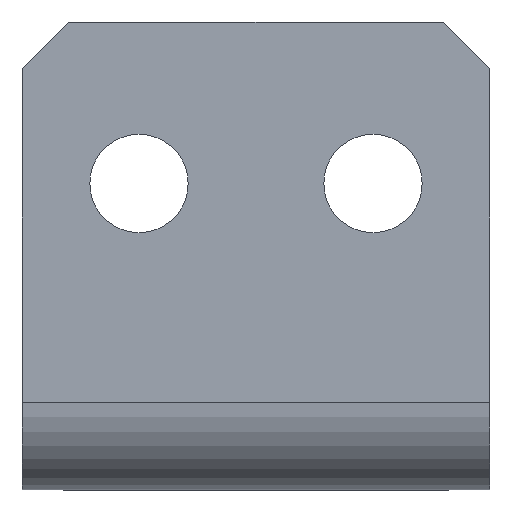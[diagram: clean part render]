
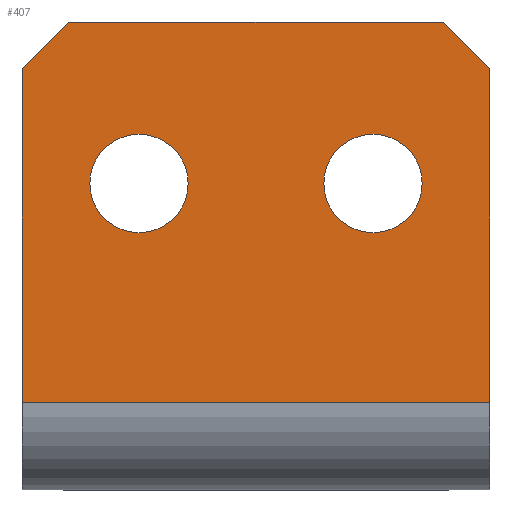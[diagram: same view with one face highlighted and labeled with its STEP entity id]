
A CAD part, front view. The second image highlights one B-rep face of the part: STEP entity #407.
In plain terms, the highlighted planar face has unit normal (0, -1, 0).
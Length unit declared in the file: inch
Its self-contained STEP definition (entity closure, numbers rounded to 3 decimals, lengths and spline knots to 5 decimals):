
#5 = FACE_OUTER_BOUND ( 'NONE', #569, .T. ) ;
#22 = CARTESIAN_POINT ( 'NONE',  ( -0.5, 0., 0.1875 ) ) ;
#25 = FACE_BOUND ( 'NONE', #659, .T. ) ;
#31 = CIRCLE ( 'NONE', #606, 0.105 ) ;
#33 = DIRECTION ( 'NONE',  ( 1., 0., 0. ) ) ;
#39 = EDGE_LOOP ( 'NONE', ( #553, #316 ) ) ;
#40 = CIRCLE ( 'NONE', #702, 0.105 ) ;
#47 = AXIS2_PLACEMENT_3D ( 'NONE', #401, #693, #208 ) ;
#50 = EDGE_CURVE ( 'NONE', #253, #551, #203, .T. ) ;
#57 = DIRECTION ( 'NONE',  ( -0.707, 0., -0.707 ) ) ;
#60 = CARTESIAN_POINT ( 'NONE',  ( 0.4, 0., 1. ) ) ;
#70 = DIRECTION ( 'NONE',  ( 0., 0., 1. ) ) ;
#82 = VECTOR ( 'NONE', #440, 39.37008 ) ;
#84 = DIRECTION ( 'NONE',  ( 0., 1., 0. ) ) ;
#91 = PLANE ( 'NONE',  #529 ) ;
#92 = LINE ( 'NONE', #439, #82 ) ;
#94 = CARTESIAN_POINT ( 'NONE',  ( 0.25, 0., 0.655 ) ) ;
#95 = CARTESIAN_POINT ( 'NONE',  ( -0.25, 0., 0.55 ) ) ;
#96 = EDGE_CURVE ( 'NONE', #323, #491, #169, .T. ) ;
#98 = ORIENTED_EDGE ( 'NONE', *, *, #166, .F. ) ;
#109 = ORIENTED_EDGE ( 'NONE', *, *, #603, .T. ) ;
#114 = EDGE_CURVE ( 'NONE', #491, #323, #160, .T. ) ;
#116 = EDGE_CURVE ( 'NONE', #736, #470, #158, .T. ) ;
#130 = VECTOR ( 'NONE', #274, 39.37008 ) ;
#135 = CARTESIAN_POINT ( 'NONE',  ( 0.5, 0., 0. ) ) ;
#142 = VECTOR ( 'NONE', #189, 39.37008 ) ;
#148 = EDGE_CURVE ( 'NONE', #253, #406, #150, .T. ) ;
#150 = LINE ( 'NONE', #135, #142 ) ;
#151 = VECTOR ( 'NONE', #57, 39.37008 ) ;
#158 = LINE ( 'NONE', #667, #151 ) ;
#160 = CIRCLE ( 'NONE', #47, 0.105 ) ;
#161 = LINE ( 'NONE', #291, #130 ) ;
#166 = EDGE_CURVE ( 'NONE', #736, #551, #161, .T. ) ;
#169 = CIRCLE ( 'NONE', #759, 0.105 ) ;
#172 = CARTESIAN_POINT ( 'NONE',  ( 0.4, 0., 1. ) ) ;
#186 = DIRECTION ( 'NONE',  ( 0., 1., 0. ) ) ;
#189 = DIRECTION ( 'NONE',  ( 0., 0., -1. ) ) ;
#203 = LINE ( 'NONE', #60, #212 ) ;
#208 = DIRECTION ( 'NONE',  ( 0., 0., 1. ) ) ;
#212 = VECTOR ( 'NONE', #483, 39.37008 ) ;
#227 = VERTEX_POINT ( 'NONE', #374 ) ;
#242 = CARTESIAN_POINT ( 'NONE',  ( 0.5, 0., 0.9 ) ) ;
#251 = ORIENTED_EDGE ( 'NONE', *, *, #148, .F. ) ;
#253 = VERTEX_POINT ( 'NONE', #242 ) ;
#273 = CARTESIAN_POINT ( 'NONE',  ( 0.25, 0., 0.655 ) ) ;
#274 = DIRECTION ( 'NONE',  ( 1., 0., 0. ) ) ;
#279 = EDGE_CURVE ( 'NONE', #385, #470, #92, .T. ) ;
#291 = CARTESIAN_POINT ( 'NONE',  ( 0., 0., 1. ) ) ;
#316 = ORIENTED_EDGE ( 'NONE', *, *, #96, .T. ) ;
#323 = VERTEX_POINT ( 'NONE', #95 ) ;
#357 = CARTESIAN_POINT ( 'NONE',  ( 0.5, 0., 0.1875 ) ) ;
#366 = CARTESIAN_POINT ( 'NONE',  ( -0.5, 0., 0.1875 ) ) ;
#374 = CARTESIAN_POINT ( 'NONE',  ( 0.25, 0., 0.55 ) ) ;
#380 = DIRECTION ( 'NONE',  ( 0., 0., 1. ) ) ;
#382 = EDGE_CURVE ( 'NONE', #416, #227, #40, .T. ) ;
#385 = VERTEX_POINT ( 'NONE', #366 ) ;
#401 = CARTESIAN_POINT ( 'NONE',  ( -0.25, 0., 0.655 ) ) ;
#406 = VERTEX_POINT ( 'NONE', #357 ) ;
#407 = ADVANCED_FACE ( 'NONE', ( #25, #454, #5 ), #91, .F. ) ;
#416 = VERTEX_POINT ( 'NONE', #662 ) ;
#421 = CARTESIAN_POINT ( 'NONE',  ( -0.5, 0., 0.9 ) ) ;
#423 = CARTESIAN_POINT ( 'NONE',  ( -0.25, 0., 0.76 ) ) ;
#439 = CARTESIAN_POINT ( 'NONE',  ( -0.5, 0., 0. ) ) ;
#440 = DIRECTION ( 'NONE',  ( 0., 0., 1. ) ) ;
#454 = FACE_BOUND ( 'NONE', #39, .T. ) ;
#470 = VERTEX_POINT ( 'NONE', #421 ) ;
#483 = DIRECTION ( 'NONE',  ( -0.707, 0., 0.707 ) ) ;
#491 = VERTEX_POINT ( 'NONE', #423 ) ;
#504 = DIRECTION ( 'NONE',  ( 0., 0., 1. ) ) ;
#512 = CARTESIAN_POINT ( 'NONE',  ( -0.4, 0., 1. ) ) ;
#516 = LINE ( 'NONE', #22, #692 ) ;
#529 = AXIS2_PLACEMENT_3D ( 'NONE', #709, #735, #703 ) ;
#540 = ORIENTED_EDGE ( 'NONE', *, *, #382, .T. ) ;
#551 = VERTEX_POINT ( 'NONE', #172 ) ;
#553 = ORIENTED_EDGE ( 'NONE', *, *, #114, .T. ) ;
#555 = DIRECTION ( 'NONE',  ( 0., 1., 0. ) ) ;
#569 = EDGE_LOOP ( 'NONE', ( #98, #677, #650, #109, #251, #661 ) ) ;
#571 = EDGE_CURVE ( 'NONE', #227, #416, #31, .T. ) ;
#603 = EDGE_CURVE ( 'NONE', #385, #406, #516, .T. ) ;
#606 = AXIS2_PLACEMENT_3D ( 'NONE', #94, #84, #70 ) ;
#609 = ORIENTED_EDGE ( 'NONE', *, *, #571, .T. ) ;
#650 = ORIENTED_EDGE ( 'NONE', *, *, #279, .F. ) ;
#659 = EDGE_LOOP ( 'NONE', ( #540, #609 ) ) ;
#661 = ORIENTED_EDGE ( 'NONE', *, *, #50, .T. ) ;
#662 = CARTESIAN_POINT ( 'NONE',  ( 0.25, 0., 0.76 ) ) ;
#667 = CARTESIAN_POINT ( 'NONE',  ( -0.5, 0., 0.9 ) ) ;
#677 = ORIENTED_EDGE ( 'NONE', *, *, #116, .T. ) ;
#686 = CARTESIAN_POINT ( 'NONE',  ( -0.25, 0., 0.655 ) ) ;
#692 = VECTOR ( 'NONE', #33, 39.37008 ) ;
#693 = DIRECTION ( 'NONE',  ( 0., 1., 0. ) ) ;
#702 = AXIS2_PLACEMENT_3D ( 'NONE', #273, #555, #380 ) ;
#703 = DIRECTION ( 'NONE',  ( 0., 0., 1. ) ) ;
#709 = CARTESIAN_POINT ( 'NONE',  ( 0., 0., 0. ) ) ;
#735 = DIRECTION ( 'NONE',  ( 0., 1., 0. ) ) ;
#736 = VERTEX_POINT ( 'NONE', #512 ) ;
#759 = AXIS2_PLACEMENT_3D ( 'NONE', #686, #186, #504 ) ;
